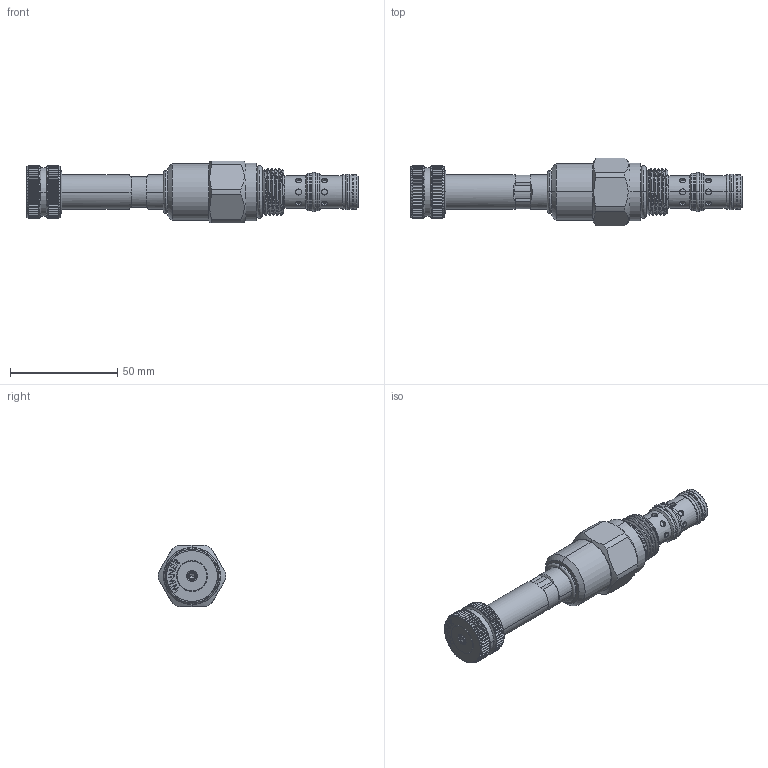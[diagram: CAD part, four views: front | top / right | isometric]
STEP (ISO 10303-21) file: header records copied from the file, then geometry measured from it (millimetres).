
FILE_DESCRIPTION (( 'STEP AP203' ), '1' );
FILE_NAME ('PPP10W3CAP-B.STEP', '2021-03-11T03:24:39', ( '' ), ( '' ), 'SwSTEP 2.0', 'SolidWorks 2018', '' );
FILE_SCHEMA (( 'CONFIG_CONTROL_DESIGN' ));
Length unit declared in the file: millimetre
Products named in the file (1): PPP10W3CAP-B
Bounding box: 154.6 x 31.59 x 28.57 mm (x, y, z)
Volume: 52901.1 mm3; surface area: 15207.5 mm2
Topology: 6 solids, 6 shells, 1062 faces, 2769 edges, 1749 vertices
Faces by surface type: cylinder 448, plane 429, cone 152, torus 22, bspline 11
Entity records: 38324 total; most frequent: CARTESIAN_POINT 13216, ORIENTED_EDGE 5534, DIRECTION 4906, EDGE_CURVE 2767, AXIS2_PLACEMENT_3D 1898, VERTEX_POINT 1749, VECTOR 1110, LINE 1110
